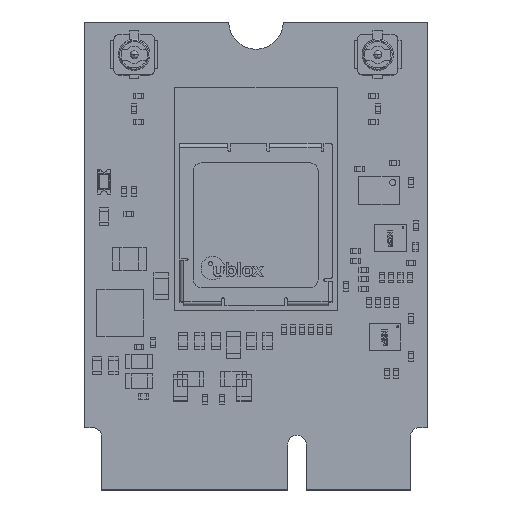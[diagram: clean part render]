
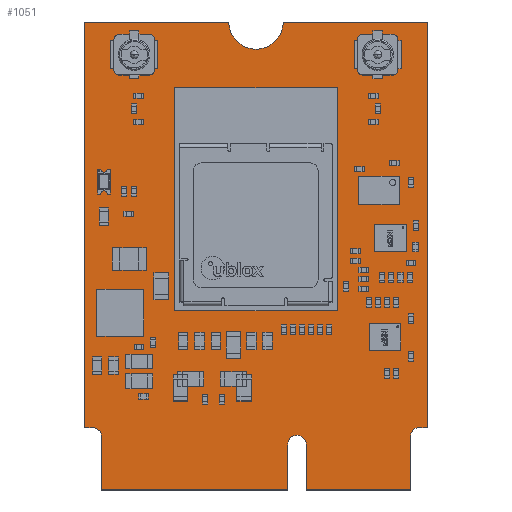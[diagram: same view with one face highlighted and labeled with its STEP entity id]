
A CAD part, top view. The second image highlights one B-rep face of the part: STEP entity #1051.
In plain terms, the highlighted planar face has unit normal (0, 0, 1).
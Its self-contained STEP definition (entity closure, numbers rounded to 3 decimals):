
#328 = VERTEX_POINT('',#329);
#329 = CARTESIAN_POINT('',(0.,0.,0.821));
#335 = EDGE_CURVE('',#328,#336,#338,.T.);
#336 = VERTEX_POINT('',#337);
#337 = CARTESIAN_POINT('',(0.,3.522,0.821));
#338 = LINE('',#339,#340);
#339 = CARTESIAN_POINT('',(0.,0.,0.821));
#340 = VECTOR('',#341,1.);
#341 = DIRECTION('',(0.,1.,0.));
#366 = EDGE_CURVE('',#336,#367,#369,.T.);
#367 = VERTEX_POINT('',#368);
#368 = CARTESIAN_POINT('',(-0.144,3.843,0.821));
#369 = CIRCLE('',#370,0.434);
#370 = AXIS2_PLACEMENT_3D('',#371,#372,#373);
#371 = CARTESIAN_POINT('',(-0.434,3.52,0.821));
#372 = DIRECTION('',(0.,0.,1.));
#373 = DIRECTION('',(1.,0.005,-0.));
#399 = EDGE_CURVE('',#367,#400,#402,.T.);
#400 = VERTEX_POINT('',#401);
#401 = CARTESIAN_POINT('',(-0.5,3.991,0.821));
#402 = CIRCLE('',#403,0.496);
#403 = AXIS2_PLACEMENT_3D('',#404,#405,#406);
#404 = CARTESIAN_POINT('',(-0.497,3.495,0.821));
#405 = DIRECTION('',(0.,0.,1.));
#406 = DIRECTION('',(0.713,0.702,-0.));
#432 = EDGE_CURVE('',#400,#433,#435,.T.);
#433 = VERTEX_POINT('',#434);
#434 = CARTESIAN_POINT('',(-1.075,3.991,0.821));
#435 = LINE('',#436,#437);
#436 = CARTESIAN_POINT('',(-0.5,3.991,0.821));
#437 = VECTOR('',#438,1.);
#438 = DIRECTION('',(-1.,0.,0.));
#463 = EDGE_CURVE('',#433,#464,#466,.T.);
#464 = VERTEX_POINT('',#465);
#465 = CARTESIAN_POINT('',(-1.075,5.191,0.821));
#466 = LINE('',#467,#468);
#467 = CARTESIAN_POINT('',(-1.075,3.991,0.821));
#468 = VECTOR('',#469,1.);
#469 = DIRECTION('',(0.,1.,0.));
#494 = EDGE_CURVE('',#464,#495,#497,.T.);
#495 = VERTEX_POINT('',#496);
#496 = CARTESIAN_POINT('',(-1.075,30.,0.821));
#497 = LINE('',#498,#499);
#498 = CARTESIAN_POINT('',(-1.075,5.191,0.821));
#499 = VECTOR('',#500,1.);
#500 = DIRECTION('',(0.,1.,0.));
#525 = EDGE_CURVE('',#495,#526,#528,.T.);
#526 = VERTEX_POINT('',#527);
#527 = CARTESIAN_POINT('',(8.175,30.,0.821));
#528 = LINE('',#529,#530);
#529 = CARTESIAN_POINT('',(-1.075,30.,0.821));
#530 = VECTOR('',#531,1.);
#531 = DIRECTION('',(1.,0.,0.));
#556 = EDGE_CURVE('',#526,#557,#559,.T.);
#557 = VERTEX_POINT('',#558);
#558 = CARTESIAN_POINT('',(11.675,30.,0.821));
#559 = CIRCLE('',#560,1.75);
#560 = AXIS2_PLACEMENT_3D('',#561,#562,#563);
#561 = CARTESIAN_POINT('',(9.925,30.,0.821));
#562 = DIRECTION('',(0.,0.,1.));
#563 = DIRECTION('',(-1.,0.,-0.));
#589 = EDGE_CURVE('',#557,#590,#592,.T.);
#590 = VERTEX_POINT('',#591);
#591 = CARTESIAN_POINT('',(20.925,30.,0.821));
#592 = LINE('',#593,#594);
#593 = CARTESIAN_POINT('',(11.675,30.,0.821));
#594 = VECTOR('',#595,1.);
#595 = DIRECTION('',(1.,0.,0.));
#620 = EDGE_CURVE('',#590,#621,#623,.T.);
#621 = VERTEX_POINT('',#622);
#622 = CARTESIAN_POINT('',(20.925,3.991,0.821));
#623 = LINE('',#624,#625);
#624 = CARTESIAN_POINT('',(20.925,30.,0.821));
#625 = VECTOR('',#626,1.);
#626 = DIRECTION('',(0.,-1.,0.));
#651 = EDGE_CURVE('',#621,#652,#654,.T.);
#652 = VERTEX_POINT('',#653);
#653 = CARTESIAN_POINT('',(20.35,3.991,0.821));
#654 = LINE('',#655,#656);
#655 = CARTESIAN_POINT('',(20.925,3.991,0.821));
#656 = VECTOR('',#657,1.);
#657 = DIRECTION('',(-1.,0.,0.));
#682 = EDGE_CURVE('',#652,#683,#685,.T.);
#683 = VERTEX_POINT('',#684);
#684 = CARTESIAN_POINT('',(19.975,3.825,0.821));
#685 = CIRCLE('',#686,0.505);
#686 = AXIS2_PLACEMENT_3D('',#687,#688,#689);
#687 = CARTESIAN_POINT('',(20.349,3.486,0.821));
#688 = DIRECTION('',(0.,0.,1.));
#689 = DIRECTION('',(0.002,1.,-0.));
#715 = EDGE_CURVE('',#683,#716,#718,.T.);
#716 = VERTEX_POINT('',#717);
#717 = CARTESIAN_POINT('',(19.85,3.522,0.821));
#718 = CIRCLE('',#719,0.424);
#719 = AXIS2_PLACEMENT_3D('',#720,#721,#722);
#720 = CARTESIAN_POINT('',(20.274,3.524,0.821));
#721 = DIRECTION('',(0.,0.,1.));
#722 = DIRECTION('',(-0.705,0.709,0.));
#748 = EDGE_CURVE('',#716,#749,#751,.T.);
#749 = VERTEX_POINT('',#750);
#750 = CARTESIAN_POINT('',(19.85,0.,0.821));
#751 = LINE('',#752,#753);
#752 = CARTESIAN_POINT('',(19.85,3.522,0.821));
#753 = VECTOR('',#754,1.);
#754 = DIRECTION('',(0.,-1.,0.));
#779 = EDGE_CURVE('',#749,#780,#782,.T.);
#780 = VERTEX_POINT('',#781);
#781 = CARTESIAN_POINT('',(13.15,0.,0.821));
#782 = LINE('',#783,#784);
#783 = CARTESIAN_POINT('',(19.85,0.,0.821));
#784 = VECTOR('',#785,1.);
#785 = DIRECTION('',(-1.,0.,0.));
#810 = EDGE_CURVE('',#780,#811,#813,.T.);
#811 = VERTEX_POINT('',#812);
#812 = CARTESIAN_POINT('',(13.15,2.939,0.821));
#813 = LINE('',#814,#815);
#814 = CARTESIAN_POINT('',(13.15,0.,0.821));
#815 = VECTOR('',#816,1.);
#816 = DIRECTION('',(0.,1.,0.));
#841 = EDGE_CURVE('',#811,#842,#844,.T.);
#842 = VERTEX_POINT('',#843);
#843 = CARTESIAN_POINT('',(13.,3.3,0.821));
#844 = CIRCLE('',#845,0.512);
#845 = AXIS2_PLACEMENT_3D('',#846,#847,#848);
#846 = CARTESIAN_POINT('',(12.638,2.938,0.821));
#847 = DIRECTION('',(0.,0.,1.));
#848 = DIRECTION('',(1.,0.002,-0.));
#874 = EDGE_CURVE('',#842,#875,#877,.T.);
#875 = VERTEX_POINT('',#876);
#876 = CARTESIAN_POINT('',(12.517,3.5,0.821));
#877 = CIRCLE('',#878,0.685);
#878 = AXIS2_PLACEMENT_3D('',#879,#880,#881);
#879 = CARTESIAN_POINT('',(12.516,2.815,0.821));
#880 = DIRECTION('',(0.,0.,1.));
#881 = DIRECTION('',(0.706,0.708,-0.));
#907 = EDGE_CURVE('',#875,#908,#910,.T.);
#908 = VERTEX_POINT('',#909);
#909 = CARTESIAN_POINT('',(12.15,3.35,0.821));
#910 = CIRCLE('',#911,0.514);
#911 = AXIS2_PLACEMENT_3D('',#912,#913,#914);
#912 = CARTESIAN_POINT('',(12.513,2.986,0.821));
#913 = DIRECTION('',(0.,0.,1.));
#914 = DIRECTION('',(0.008,1.,-0.));
#940 = EDGE_CURVE('',#908,#941,#943,.T.);
#941 = VERTEX_POINT('',#942);
#942 = CARTESIAN_POINT('',(11.95,2.866,0.821));
#943 = CIRCLE('',#944,0.685);
#944 = AXIS2_PLACEMENT_3D('',#945,#946,#947);
#945 = CARTESIAN_POINT('',(12.635,2.866,0.821));
#946 = DIRECTION('',(0.,0.,1.));
#947 = DIRECTION('',(-0.708,0.706,0.));
#973 = EDGE_CURVE('',#941,#974,#976,.T.);
#974 = VERTEX_POINT('',#975);
#975 = CARTESIAN_POINT('',(11.95,0.,0.821));
#976 = LINE('',#977,#978);
#977 = CARTESIAN_POINT('',(11.95,2.866,0.821));
#978 = VECTOR('',#979,1.);
#979 = DIRECTION('',(0.,-1.,0.));
#1004 = EDGE_CURVE('',#974,#328,#1005,.T.);
#1005 = LINE('',#1006,#1007);
#1006 = CARTESIAN_POINT('',(11.95,0.,0.821));
#1007 = VECTOR('',#1008,1.);
#1008 = DIRECTION('',(-1.,0.,0.));
#1051 = ADVANCED_FACE('',(#1052),#1076,.F.);
#1052 = FACE_BOUND('',#1053,.F.);
#1053 = EDGE_LOOP('',(#1054,#1055,#1056,#1057,#1058,#1059,#1060,#1061,
    #1062,#1063,#1064,#1065,#1066,#1067,#1068,#1069,#1070,#1071,#1072,
    #1073,#1074,#1075));
#1054 = ORIENTED_EDGE('',*,*,#335,.T.);
#1055 = ORIENTED_EDGE('',*,*,#366,.T.);
#1056 = ORIENTED_EDGE('',*,*,#399,.T.);
#1057 = ORIENTED_EDGE('',*,*,#432,.T.);
#1058 = ORIENTED_EDGE('',*,*,#463,.T.);
#1059 = ORIENTED_EDGE('',*,*,#494,.T.);
#1060 = ORIENTED_EDGE('',*,*,#525,.T.);
#1061 = ORIENTED_EDGE('',*,*,#556,.T.);
#1062 = ORIENTED_EDGE('',*,*,#589,.T.);
#1063 = ORIENTED_EDGE('',*,*,#620,.T.);
#1064 = ORIENTED_EDGE('',*,*,#651,.T.);
#1065 = ORIENTED_EDGE('',*,*,#682,.T.);
#1066 = ORIENTED_EDGE('',*,*,#715,.T.);
#1067 = ORIENTED_EDGE('',*,*,#748,.T.);
#1068 = ORIENTED_EDGE('',*,*,#779,.T.);
#1069 = ORIENTED_EDGE('',*,*,#810,.T.);
#1070 = ORIENTED_EDGE('',*,*,#841,.T.);
#1071 = ORIENTED_EDGE('',*,*,#874,.T.);
#1072 = ORIENTED_EDGE('',*,*,#907,.T.);
#1073 = ORIENTED_EDGE('',*,*,#940,.T.);
#1074 = ORIENTED_EDGE('',*,*,#973,.T.);
#1075 = ORIENTED_EDGE('',*,*,#1004,.T.);
#1076 = PLANE('',#1077);
#1077 = AXIS2_PLACEMENT_3D('',#1078,#1079,#1080);
#1078 = CARTESIAN_POINT('',(10.077,14.567,0.821));
#1079 = DIRECTION('',(-0.,-0.,-1.));
#1080 = DIRECTION('',(-1.,0.,0.));
